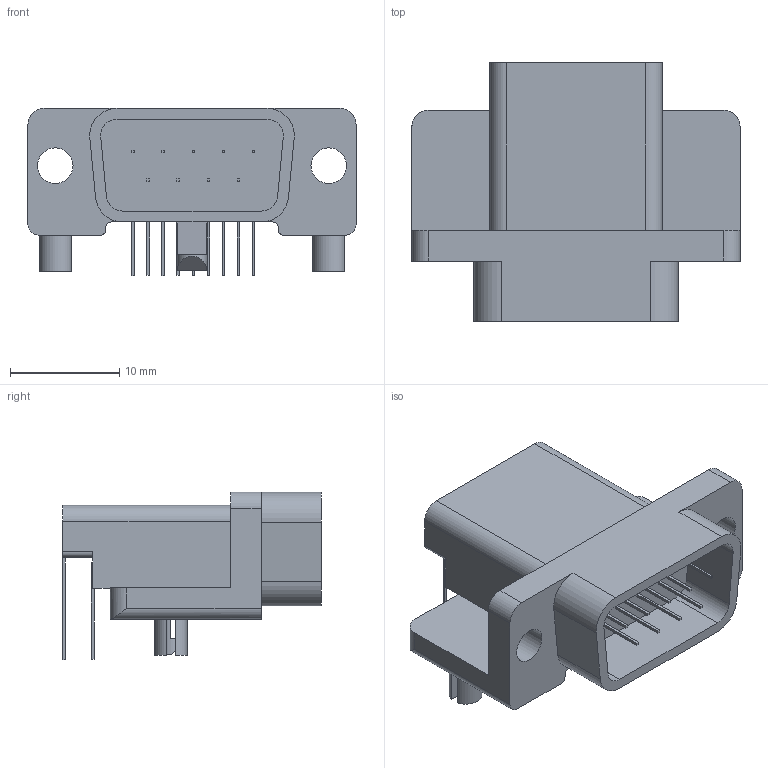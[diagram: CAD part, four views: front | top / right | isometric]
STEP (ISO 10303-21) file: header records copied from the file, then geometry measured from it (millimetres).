
FILE_DESCRIPTION(/* description */ (''),/* implementation_level */ '2;1');
FILE_NAME(/* name */ 'Atari Joystick Connector v28.step',/* time_stamp */ '2024-03-29T17:59:06-07:00',/* author */ (''),/* organization */ (''),/* preprocessor_version */ 'ST-DEVELOPER v20',/* originating_system */ 'Autodesk Translation Framework v12.20.1.177',/* authorisation */ '');
FILE_SCHEMA (('AUTOMOTIVE_DESIGN { 1 0 10303 214 3 1 1 }'));
Length unit declared in the file: millimetre
Products named in the file (2): Atari Joystick Connector; Main Body
Assembly tree (1 placements, depth 2):
  Atari Joystick Connector
    Main Body
Bounding box: 30 x 23.65 x 15.32 mm (x, y, z)
Volume: 3495.6 mm3; surface area: 2982.7 mm2
Topology: 15 solids, 15 shells, 161 faces, 392 edges, 258 vertices
Faces by surface type: plane 132, cylinder 29
Full cylindrical faces by diameter (mm): 2.7 x1, 3.25 x2
Entity records: 4748 total; most frequent: CARTESIAN_POINT 832, ORIENTED_EDGE 784, DIRECTION 777, EDGE_CURVE 392, LINE 331, VECTOR 331, VERTEX_POINT 258, AXIS2_PLACEMENT_3D 223
